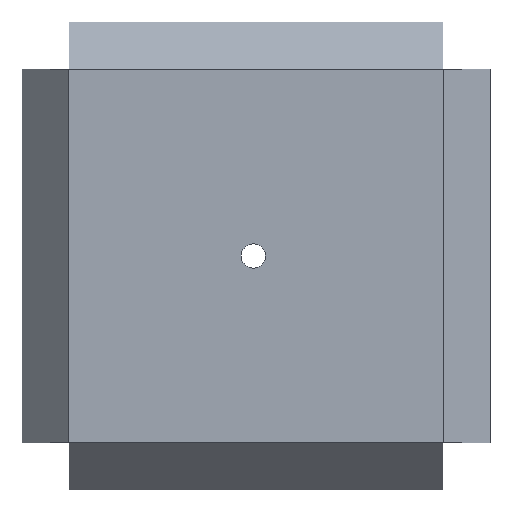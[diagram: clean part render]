
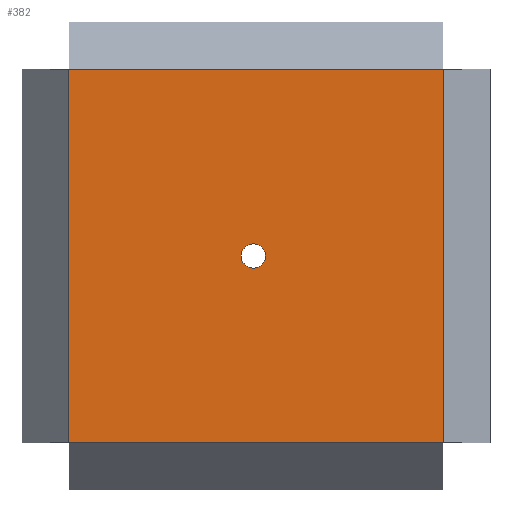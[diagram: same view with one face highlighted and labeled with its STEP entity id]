
A CAD part, front view. The second image highlights one B-rep face of the part: STEP entity #382.
In plain terms, the highlighted planar face has unit normal (0, -1, 0).
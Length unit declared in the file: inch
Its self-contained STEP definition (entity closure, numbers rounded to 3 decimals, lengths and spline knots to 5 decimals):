
#16=FACE_BOUND('',#73,.T.);
#31=PLANE('',#424);
#51=FACE_OUTER_BOUND('',#72,.T.);
#72=EDGE_LOOP('',(#330,#331,#332,#333));
#73=EDGE_LOOP('',(#334));
#112=LINE('',#599,#161);
#119=LINE('',#613,#168);
#123=LINE('',#620,#172);
#124=LINE('',#621,#173);
#161=VECTOR('',#494,0.3937);
#168=VECTOR('',#503,0.3937);
#172=VECTOR('',#509,0.3937);
#173=VECTOR('',#510,0.3937);
#179=CIRCLE('',#410,0.04331);
#181=VERTEX_POINT('',#529);
#204=VERTEX_POINT('',#596);
#205=VERTEX_POINT('',#598);
#210=VERTEX_POINT('',#610);
#211=VERTEX_POINT('',#612);
#216=EDGE_CURVE('',#181,#181,#179,.T.);
#248=EDGE_CURVE('',#204,#205,#112,.T.);
#255=EDGE_CURVE('',#210,#211,#119,.T.);
#259=EDGE_CURVE('',#205,#210,#123,.T.);
#260=EDGE_CURVE('',#211,#204,#124,.T.);
#330=ORIENTED_EDGE('',*,*,#259,.F.);
#331=ORIENTED_EDGE('',*,*,#248,.F.);
#332=ORIENTED_EDGE('',*,*,#260,.F.);
#333=ORIENTED_EDGE('',*,*,#255,.F.);
#334=ORIENTED_EDGE('',*,*,#216,.T.);
#382=ADVANCED_FACE('',(#51,#16),#31,.T.);
#410=AXIS2_PLACEMENT_3D('',#531,#437,#438);
#424=AXIS2_PLACEMENT_3D('',#619,#507,#508);
#437=DIRECTION('center_axis',(0.,1.,0.));
#438=DIRECTION('ref_axis',(1.,0.,0.));
#494=DIRECTION('',(1.,0.,0.));
#503=DIRECTION('',(-1.,0.,0.));
#507=DIRECTION('center_axis',(0.,-1.,0.));
#508=DIRECTION('ref_axis',(1.,0.,0.));
#509=DIRECTION('',(0.,0.,-1.));
#510=DIRECTION('',(0.,0.,1.));
#529=CARTESIAN_POINT('',(-1.03116,2.12992,0.));
#531=CARTESIAN_POINT('Origin',(-0.98785,2.12992,0.));
#596=CARTESIAN_POINT('',(-1.64646,2.12992,0.66535));
#598=CARTESIAN_POINT('',(-0.31024,2.12992,0.66535));
#599=CARTESIAN_POINT('',(-1.64646,2.12992,0.66535));
#610=CARTESIAN_POINT('',(-0.31024,2.12992,-0.66535));
#612=CARTESIAN_POINT('',(-1.64646,2.12992,-0.66535));
#613=CARTESIAN_POINT('',(-1.64646,2.12992,-0.66535));
#619=CARTESIAN_POINT('Origin',(-1.64646,2.12992,0.));
#620=CARTESIAN_POINT('',(-0.31024,2.12992,0.));
#621=CARTESIAN_POINT('',(-1.64646,2.12992,0.));
